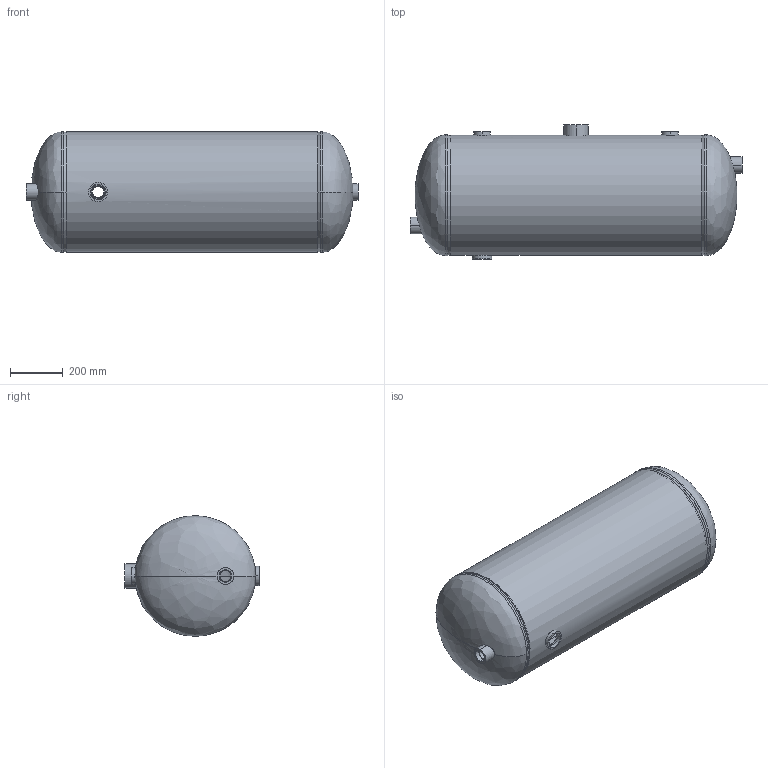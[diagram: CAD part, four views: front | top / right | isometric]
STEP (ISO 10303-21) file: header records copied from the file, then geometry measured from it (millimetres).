
FILE_DESCRIPTION (( 'STEP AP203' ), '1' );
FILE_NAME ('FTA-48.STEP', '2021-03-17T17:37:12', ( '' ), ( '' ), 'SwSTEP 2.0', 'SolidWorks 2021', '' );
FILE_SCHEMA (( 'CONFIG_CONTROL_DESIGN' ));
Length unit declared in the file: inch
Products named in the file (8): FTA-48; Couplings_9500565; 9500070; 9200100; Couplings_9500570; 99B1604; 9500080
Assembly tree (9 placements, depth 2):
  FTA-48
    99B1604
    9200100
    9200100
    9500070  x2
    9500080
    Couplings_9500565  x2
    Couplings_9500570
Bounding box: 1257.3 x 507.52 x 457.2 mm (x, y, z)
Volume: 6528271.7 mm3; surface area: 3867543.9 mm2
Topology: 9 solids, 9 shells, 131 faces, 296 edges, 182 vertices
Faces by surface type: cylinder 52, cone 36, plane 27, bspline 16
Full cylindrical faces by diameter (mm): 449.589 x1, 455.939 x1
Entity records: 9194 total; most frequent: CARTESIAN_POINT 5933, DIRECTION 492, ORIENTED_EDGE 480, EDGE_CURVE 240, AXIS2_PLACEMENT_3D 207, VERTEX_POINT 150, EDGE_LOOP 130, ADVANCED_FACE 107
